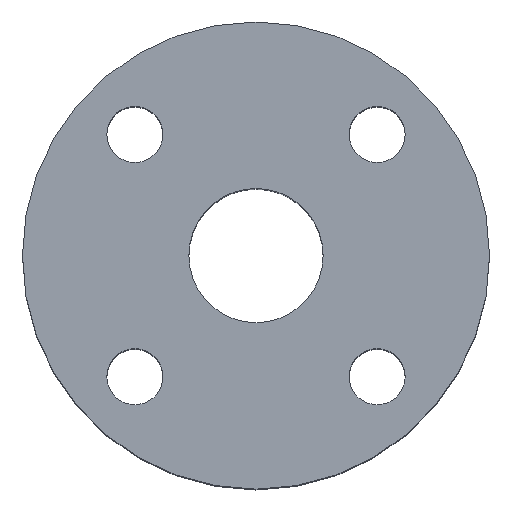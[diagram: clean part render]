
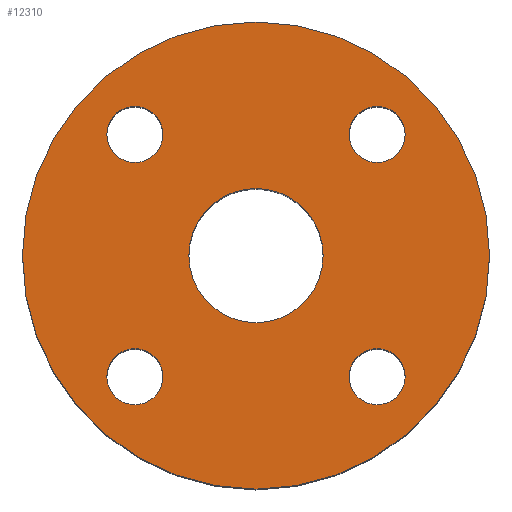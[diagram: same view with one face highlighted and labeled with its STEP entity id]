
A CAD part, top view. The second image highlights one B-rep face of the part: STEP entity #12310.
In plain terms, the highlighted planar face has unit normal (0, 0, 1).
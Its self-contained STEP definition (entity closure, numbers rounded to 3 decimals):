
#120 = DIRECTION ( 'NONE',  ( 1., 0., 0. ) ) ;
#944 = ORIENTED_EDGE ( 'NONE', *, *, #14650, .T. ) ;
#946 = DIRECTION ( 'NONE',  ( 1., 0., 0. ) ) ;
#994 = AXIS2_PLACEMENT_3D ( 'NONE', #8024, #3964, #23716 ) ;
#1154 = EDGE_LOOP ( 'NONE', ( #2030, #18565 ) ) ;
#1179 = CARTESIAN_POINT ( 'NONE',  ( -75., 0., 0. ) ) ;
#1233 = DIRECTION ( 'NONE',  ( 0., 0., 1. ) ) ;
#1244 = AXIS2_PLACEMENT_3D ( 'NONE', #27698, #7229, #16091 ) ;
#1654 = EDGE_CURVE ( 'NONE', #5819, #19446, #12545, .T. ) ;
#1918 = EDGE_LOOP ( 'NONE', ( #16285, #17381 ) ) ;
#1948 = AXIS2_PLACEMENT_3D ( 'NONE', #27555, #3596, #14621 ) ;
#2030 = ORIENTED_EDGE ( 'NONE', *, *, #5238, .F. ) ;
#2384 = DIRECTION ( 'NONE',  ( -1., 0., 0. ) ) ;
#2442 = DIRECTION ( 'NONE',  ( 0., 0., 1. ) ) ;
#2523 = FACE_BOUND ( 'NONE', #19130, .T. ) ;
#2594 = EDGE_CURVE ( 'NONE', #16437, #27283, #23369, .T. ) ;
#2674 = ORIENTED_EDGE ( 'NONE', *, *, #5912, .F. ) ;
#3596 = DIRECTION ( 'NONE',  ( 0., 0., 1. ) ) ;
#3777 = EDGE_CURVE ( 'NONE', #19446, #5819, #28587, .T. ) ;
#3964 = DIRECTION ( 'NONE',  ( 0., 0., 1. ) ) ;
#4025 = ORIENTED_EDGE ( 'NONE', *, *, #11072, .F. ) ;
#4260 = PLANE ( 'NONE',  #21927 ) ;
#4555 = CARTESIAN_POINT ( 'NONE',  ( 29.891, 38.891, 0. ) ) ;
#4796 = VERTEX_POINT ( 'NONE', #6051 ) ;
#5095 = AXIS2_PLACEMENT_3D ( 'NONE', #25825, #21473, #17112 ) ;
#5238 = EDGE_CURVE ( 'NONE', #4796, #28432, #25537, .T. ) ;
#5819 = VERTEX_POINT ( 'NONE', #4555 ) ;
#5858 = DIRECTION ( 'NONE',  ( 0., 0., 1. ) ) ;
#5912 = EDGE_CURVE ( 'NONE', #23100, #12484, #23325, .T. ) ;
#6051 = CARTESIAN_POINT ( 'NONE',  ( -29.891, -38.891, 0. ) ) ;
#6179 = AXIS2_PLACEMENT_3D ( 'NONE', #19858, #13032, #15351 ) ;
#6290 = FACE_BOUND ( 'NONE', #1918, .T. ) ;
#6380 = CARTESIAN_POINT ( 'NONE',  ( 47.891, 38.891, 0. ) ) ;
#6524 = DIRECTION ( 'NONE',  ( 0., 0., 1. ) ) ;
#6774 = CARTESIAN_POINT ( 'NONE',  ( 75., 0., 0. ) ) ;
#7229 = DIRECTION ( 'NONE',  ( 0., 0., 1. ) ) ;
#7507 = DIRECTION ( 'NONE',  ( 0., 0., 1. ) ) ;
#7564 = EDGE_CURVE ( 'NONE', #12927, #28352, #25602, .T. ) ;
#7933 = CARTESIAN_POINT ( 'NONE',  ( 0., 0., 0. ) ) ;
#8024 = CARTESIAN_POINT ( 'NONE',  ( -38.891, -38.891, 0. ) ) ;
#8586 = CARTESIAN_POINT ( 'NONE',  ( -47.891, 38.891, 0. ) ) ;
#8731 = CIRCLE ( 'NONE', #13838, 75. ) ;
#8816 = CARTESIAN_POINT ( 'NONE',  ( 0., 0., 0. ) ) ;
#9073 = DIRECTION ( 'NONE',  ( 1., 0., 0. ) ) ;
#9921 = CARTESIAN_POINT ( 'NONE',  ( 0., 0., 0. ) ) ;
#10315 = CIRCLE ( 'NONE', #26085, 21.55 ) ;
#10401 = CARTESIAN_POINT ( 'NONE',  ( 38.891, 38.891, 0. ) ) ;
#10431 = VERTEX_POINT ( 'NONE', #1179 ) ;
#10929 = FACE_OUTER_BOUND ( 'NONE', #22860, .T. ) ;
#11041 = CARTESIAN_POINT ( 'NONE',  ( 21.55, 0., 0. ) ) ;
#11072 = EDGE_CURVE ( 'NONE', #28352, #12927, #19404, .T. ) ;
#11156 = EDGE_LOOP ( 'NONE', ( #24464, #15117 ) ) ;
#11166 = CARTESIAN_POINT ( 'NONE',  ( 0., 0., 0. ) ) ;
#11750 = DIRECTION ( 'NONE',  ( 0., 0., 1. ) ) ;
#12310 = ADVANCED_FACE ( 'NONE', ( #6290, #15436, #15287, #12971, #2523, #10929 ), #4260, .F. ) ;
#12457 = AXIS2_PLACEMENT_3D ( 'NONE', #18862, #11750, #14209 ) ;
#12484 = VERTEX_POINT ( 'NONE', #11041 ) ;
#12545 = CIRCLE ( 'NONE', #16262, 9. ) ;
#12927 = VERTEX_POINT ( 'NONE', #8586 ) ;
#12971 = FACE_BOUND ( 'NONE', #11156, .T. ) ;
#13032 = DIRECTION ( 'NONE',  ( 0., 0., 1. ) ) ;
#13192 = EDGE_CURVE ( 'NONE', #12484, #23100, #10315, .T. ) ;
#13458 = AXIS2_PLACEMENT_3D ( 'NONE', #8816, #2442, #120 ) ;
#13838 = AXIS2_PLACEMENT_3D ( 'NONE', #9921, #1233, #946 ) ;
#14172 = CARTESIAN_POINT ( 'NONE',  ( 29.891, -38.891, 0. ) ) ;
#14209 = DIRECTION ( 'NONE',  ( 0., 1., 0. ) ) ;
#14621 = DIRECTION ( 'NONE',  ( 0., 1., 0. ) ) ;
#14650 = EDGE_CURVE ( 'NONE', #10431, #19814, #8731, .T. ) ;
#14720 = DIRECTION ( 'NONE',  ( 0., -1., 0. ) ) ;
#15117 = ORIENTED_EDGE ( 'NONE', *, *, #1654, .F. ) ;
#15287 = FACE_BOUND ( 'NONE', #22936, .T. ) ;
#15351 = DIRECTION ( 'NONE',  ( -1., 0., 0. ) ) ;
#15436 = FACE_BOUND ( 'NONE', #1154, .T. ) ;
#16091 = DIRECTION ( 'NONE',  ( 1., 0., 0. ) ) ;
#16262 = AXIS2_PLACEMENT_3D ( 'NONE', #10401, #19265, #9073 ) ;
#16285 = ORIENTED_EDGE ( 'NONE', *, *, #27910, .F. ) ;
#16437 = VERTEX_POINT ( 'NONE', #14172 ) ;
#16793 = DIRECTION ( 'NONE',  ( 1., 0., 0. ) ) ;
#17112 = DIRECTION ( 'NONE',  ( 0., -1., 0. ) ) ;
#17307 = EDGE_CURVE ( 'NONE', #28432, #4796, #27988, .T. ) ;
#17381 = ORIENTED_EDGE ( 'NONE', *, *, #2594, .F. ) ;
#18565 = ORIENTED_EDGE ( 'NONE', *, *, #17307, .F. ) ;
#18720 = AXIS2_PLACEMENT_3D ( 'NONE', #19088, #5858, #14720 ) ;
#18862 = CARTESIAN_POINT ( 'NONE',  ( -38.891, 38.891, 0. ) ) ;
#19088 = CARTESIAN_POINT ( 'NONE',  ( 38.891, -38.891, 0. ) ) ;
#19111 = CARTESIAN_POINT ( 'NONE',  ( 47.891, -38.891, 0. ) ) ;
#19130 = EDGE_LOOP ( 'NONE', ( #20273, #2674 ) ) ;
#19265 = DIRECTION ( 'NONE',  ( 0., 0., 1. ) ) ;
#19404 = CIRCLE ( 'NONE', #12457, 9. ) ;
#19446 = VERTEX_POINT ( 'NONE', #6380 ) ;
#19605 = AXIS2_PLACEMENT_3D ( 'NONE', #7933, #7507, #16793 ) ;
#19732 = DIRECTION ( 'NONE',  ( 1., 0., 0. ) ) ;
#19800 = CARTESIAN_POINT ( 'NONE',  ( 0., 21.55, 0. ) ) ;
#19814 = VERTEX_POINT ( 'NONE', #6774 ) ;
#19858 = CARTESIAN_POINT ( 'NONE',  ( -38.891, -38.891, 0. ) ) ;
#20273 = ORIENTED_EDGE ( 'NONE', *, *, #13192, .F. ) ;
#20682 = ORIENTED_EDGE ( 'NONE', *, *, #7564, .F. ) ;
#21473 = DIRECTION ( 'NONE',  ( 0., 0., 1. ) ) ;
#21927 = AXIS2_PLACEMENT_3D ( 'NONE', #19800, #28662, #2384 ) ;
#22860 = EDGE_LOOP ( 'NONE', ( #28414, #944 ) ) ;
#22936 = EDGE_LOOP ( 'NONE', ( #4025, #20682 ) ) ;
#23100 = VERTEX_POINT ( 'NONE', #28043 ) ;
#23325 = CIRCLE ( 'NONE', #19605, 21.55 ) ;
#23369 = CIRCLE ( 'NONE', #18720, 9. ) ;
#23583 = CARTESIAN_POINT ( 'NONE',  ( -29.891, 38.891, 0. ) ) ;
#23716 = DIRECTION ( 'NONE',  ( -1., 0., 0. ) ) ;
#24088 = CIRCLE ( 'NONE', #5095, 9. ) ;
#24464 = ORIENTED_EDGE ( 'NONE', *, *, #3777, .F. ) ;
#25020 = CARTESIAN_POINT ( 'NONE',  ( -47.891, -38.891, 0. ) ) ;
#25537 = CIRCLE ( 'NONE', #994, 9. ) ;
#25602 = CIRCLE ( 'NONE', #1948, 9. ) ;
#25825 = CARTESIAN_POINT ( 'NONE',  ( 38.891, -38.891, 0. ) ) ;
#26085 = AXIS2_PLACEMENT_3D ( 'NONE', #11166, #6524, #19732 ) ;
#26448 = CIRCLE ( 'NONE', #13458, 75. ) ;
#26909 = EDGE_CURVE ( 'NONE', #19814, #10431, #26448, .T. ) ;
#27283 = VERTEX_POINT ( 'NONE', #19111 ) ;
#27555 = CARTESIAN_POINT ( 'NONE',  ( -38.891, 38.891, 0. ) ) ;
#27698 = CARTESIAN_POINT ( 'NONE',  ( 38.891, 38.891, 0. ) ) ;
#27910 = EDGE_CURVE ( 'NONE', #27283, #16437, #24088, .T. ) ;
#27988 = CIRCLE ( 'NONE', #6179, 9. ) ;
#28043 = CARTESIAN_POINT ( 'NONE',  ( -21.55, 0., 0. ) ) ;
#28352 = VERTEX_POINT ( 'NONE', #23583 ) ;
#28414 = ORIENTED_EDGE ( 'NONE', *, *, #26909, .T. ) ;
#28432 = VERTEX_POINT ( 'NONE', #25020 ) ;
#28587 = CIRCLE ( 'NONE', #1244, 9. ) ;
#28662 = DIRECTION ( 'NONE',  ( 0., 0., -1. ) ) ;
